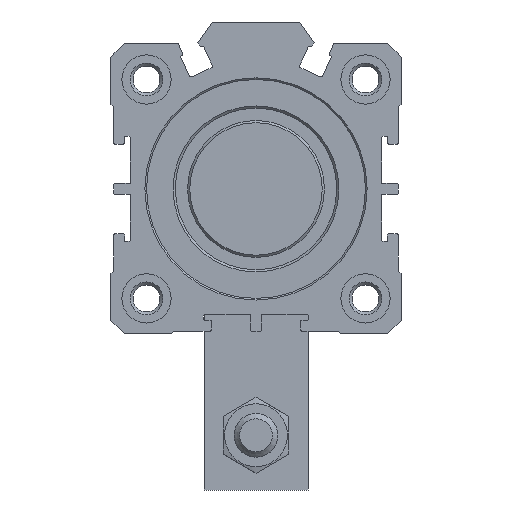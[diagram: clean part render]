
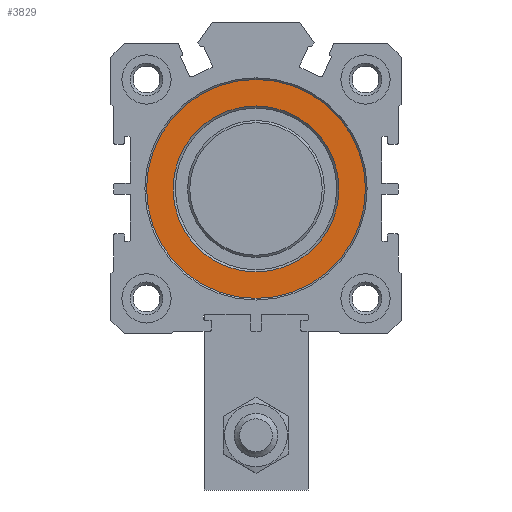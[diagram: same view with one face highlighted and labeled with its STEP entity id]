
A CAD part, front view. The second image highlights one B-rep face of the part: STEP entity #3829.
In plain terms, the highlighted planar face has unit normal (0, -1, 0).
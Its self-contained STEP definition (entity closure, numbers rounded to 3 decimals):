
#698=PLANE('',#4228);
#937=CIRCLE('',#4227,15.155);
#938=CIRCLE('',#4229,20.);
#1853=ORIENTED_EDGE('',*,*,#2441,.T.);
#1854=ORIENTED_EDGE('',*,*,#2440,.F.);
#2440=EDGE_CURVE('',#2812,#2812,#937,.T.);
#2441=EDGE_CURVE('',#2813,#2813,#938,.T.);
#2812=VERTEX_POINT('',#6559);
#2813=VERTEX_POINT('',#6562);
#3117=EDGE_LOOP('',(#1853));
#3118=EDGE_LOOP('',(#1854));
#3482=FACE_BOUND('',#3117,.T.);
#3483=FACE_BOUND('',#3118,.T.);
#3829=ADVANCED_FACE('',(#3482,#3483),#698,.T.);
#4227=AXIS2_PLACEMENT_3D('',#6558,#5241,#5242);
#4228=AXIS2_PLACEMENT_3D('',#6560,#5243,#5244);
#4229=AXIS2_PLACEMENT_3D('',#6561,#5245,#5246);
#5241=DIRECTION('',(0.,-1.,0.));
#5242=DIRECTION('',(0.,0.,-1.));
#5243=DIRECTION('',(0.,-1.,0.));
#5244=DIRECTION('',(0.,0.,-1.));
#5245=DIRECTION('',(0.,-1.,0.));
#5246=DIRECTION('',(0.,0.,-1.));
#6558=CARTESIAN_POINT('',(0.,1.5,0.));
#6559=CARTESIAN_POINT('',(0.,1.5,-15.155));
#6560=CARTESIAN_POINT('',(15.155,1.5,0.));
#6561=CARTESIAN_POINT('',(0.,1.5,0.));
#6562=CARTESIAN_POINT('',(0.,1.5,-20.));
